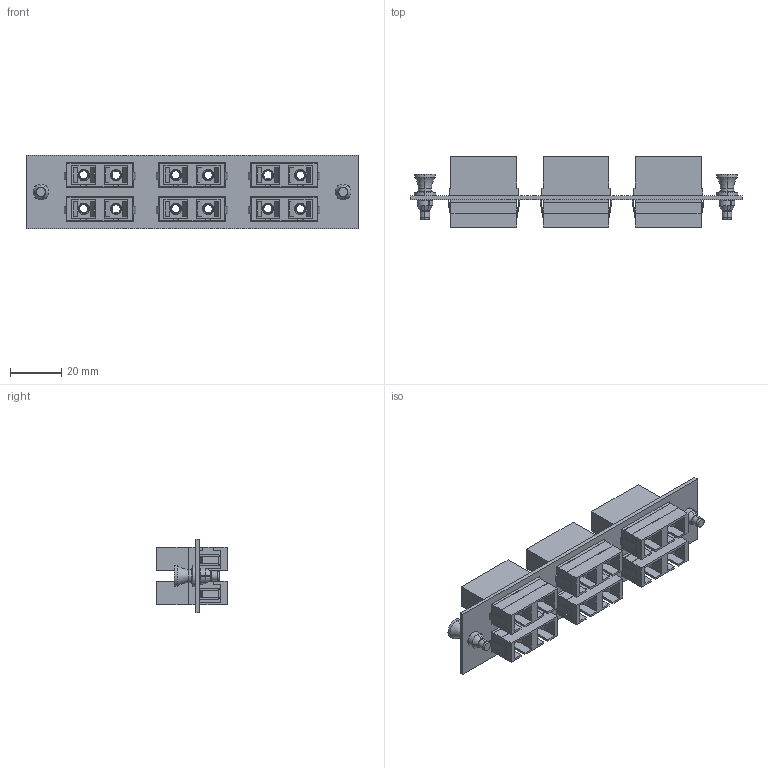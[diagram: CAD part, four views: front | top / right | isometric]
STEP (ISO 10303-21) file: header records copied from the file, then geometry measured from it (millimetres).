
FILE_DESCRIPTION (( 'STEP AP214' ), '1' );
FILE_NAME ('FSP-SCD6-BLU-SMCR.step', '2021-01-05T19:15:56', ( '' ), ( '' ), 'SwSTEP 2.0', 'SolidWorks 2018', '' );
FILE_SCHEMA (( 'AUTOMOTIVE_DESIGN' ));
Length unit declared in the file: inch
Products named in the file (7): FSP-SCD6-0-BNK-PANEL; FSP-SCD6-BLU-SMCR; FOA-910; HDWR-HN4G-42-1; FSP-SCD6-0-BNK; HDWR-HN4P-42-4-1
Assembly tree (13 placements, depth 3):
  FSP-SCD6-BLU-SMCR
    FSP-SCD6-0-BNK
      FSP-SCD6-0-BNK-PANEL
      HDWR-HN4G-42-1  x2
      HDWR-HN4P-42-4-1  x2
    FOA-910  x6
      FOA-910
Bounding box: 129.54 x 27.43 x 28.7 mm (x, y, z)
Volume: 24217.3 mm3; surface area: 40703.2 mm2
Topology: 11 solids, 11 shells, 1286 faces, 3418 edges, 2242 vertices
Faces by surface type: plane 1050, cylinder 164, cone 68, torus 4
Entity records: 9230 total; most frequent: CARTESIAN_POINT 1516, ORIENTED_EDGE 1450, DIRECTION 1422, EDGE_CURVE 725, VECTOR 604, LINE 604, VERTEX_POINT 473, AXIS2_PLACEMENT_3D 409
